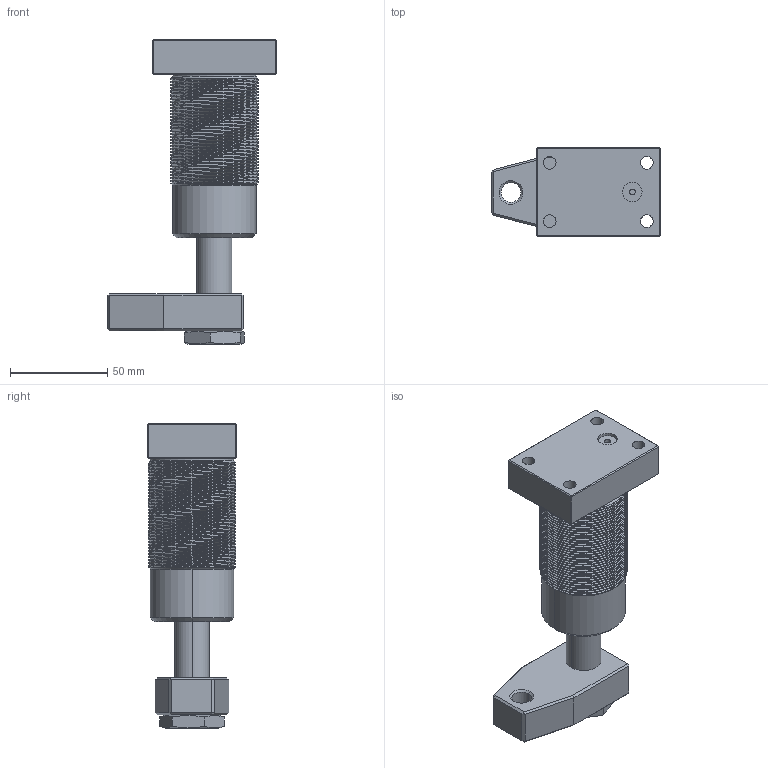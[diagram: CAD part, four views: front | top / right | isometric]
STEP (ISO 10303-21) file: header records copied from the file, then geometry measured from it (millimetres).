
FILE_DESCRIPTION (( 'STEP AP214' ), '1' );
FILE_NAME ('NFS-25AF.STEP', '2018-09-27T02:09:22', ( '' ), ( '' ), 'SwSTEP 2.0', 'SolidWorks 2016', '' );
FILE_SCHEMA (( 'AUTOMOTIVE_DESIGN' ));
Length unit declared in the file: millimetre
Products named in the file (4): NFS-25A揤旋; NFS-25A鞠褒蹟簽; NFS-25AF掛极; NFS-25AF
Assembly tree (3 placements, depth 2):
  NFS-25AF
    NFS-25AF掛极
    NFS-25A鞠褒蹟簽
    NFS-25A揤旋
Bounding box: 87 x 46 x 157 mm (x, y, z)
Volume: 233766.3 mm3; surface area: 42465.9 mm2
Topology: 3 solids, 3 shells, 227 faces, 570 edges, 357 vertices
Faces by surface type: cylinder 124, plane 76, cone 21, bspline 4, torus 2
Entity records: 12337 total; most frequent: CARTESIAN_POINT 7283, ORIENTED_EDGE 1140, DIRECTION 892, EDGE_CURVE 570, VERTEX_POINT 357, AXIS2_PLACEMENT_3D 314, LINE 264, VECTOR 264
